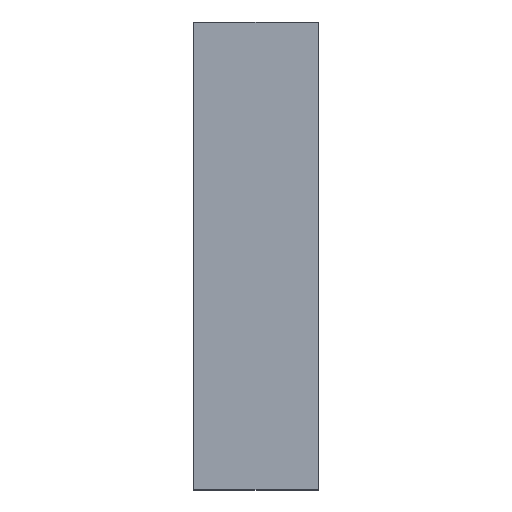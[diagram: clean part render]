
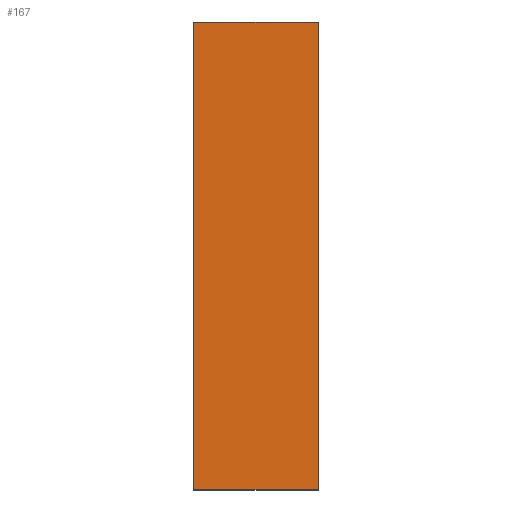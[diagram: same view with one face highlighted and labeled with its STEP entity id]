
A CAD part, top view. The second image highlights one B-rep face of the part: STEP entity #167.
In plain terms, the highlighted planar face has unit normal (0, 0, 1).
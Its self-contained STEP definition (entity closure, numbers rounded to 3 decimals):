
#154=AXIS2_PLACEMENT_3D('Plane Axis2P3D',#151,#152,#153) ;
#43=CARTESIAN_POINT('Vertex',(4.,15.,0.25)) ;
#57=CARTESIAN_POINT('Vertex',(0.,15.,0.25)) ;
#60=CARTESIAN_POINT('Line Origine',(2.,15.,0.25)) ;
#83=CARTESIAN_POINT('Vertex',(4.,0.,0.25)) ;
#91=CARTESIAN_POINT('Line Origine',(4.,7.5,0.25)) ;
#136=CARTESIAN_POINT('Vertex',(0.,0.,0.25)) ;
#139=CARTESIAN_POINT('Line Origine',(0.,7.5,0.25)) ;
#151=CARTESIAN_POINT('Axis2P3D Location',(2.,7.5,0.25)) ;
#156=CARTESIAN_POINT('Line Origine',(2.,0.,0.25)) ;
#61=DIRECTION('Vector Direction',(-1.,0.,0.)) ;
#92=DIRECTION('Vector Direction',(0.,-1.,0.)) ;
#140=DIRECTION('Vector Direction',(0.,1.,0.)) ;
#152=DIRECTION('Axis2P3D Direction',(0.,0.,1.)) ;
#153=DIRECTION('Axis2P3D XDirection',(0.,-1.,0.)) ;
#157=DIRECTION('Vector Direction',(1.,0.,0.)) ;
#62=VECTOR('Line Direction',#61,1.) ;
#93=VECTOR('Line Direction',#92,1.) ;
#141=VECTOR('Line Direction',#140,1.) ;
#158=VECTOR('Line Direction',#157,1.) ;
#162=ORIENTED_EDGE('',*,*,#64,.T.) ;
#163=ORIENTED_EDGE('',*,*,#143,.T.) ;
#164=ORIENTED_EDGE('',*,*,#160,.T.) ;
#165=ORIENTED_EDGE('',*,*,#95,.T.) ;
#167=ADVANCED_FACE('S3D gedreht',(#166),#155,.T.) ;
#64=EDGE_CURVE('',#44,#58,#63,.T.) ;
#95=EDGE_CURVE('',#84,#44,#94,.F.) ;
#143=EDGE_CURVE('',#58,#137,#142,.F.) ;
#160=EDGE_CURVE('',#137,#84,#159,.T.) ;
#161=EDGE_LOOP('',(#162,#163,#164,#165)) ;
#166=FACE_OUTER_BOUND('',#161,.T.) ;
#63=LINE('Line',#60,#62) ;
#94=LINE('Line',#91,#93) ;
#142=LINE('Line',#139,#141) ;
#159=LINE('Line',#156,#158) ;
#155=PLANE('',#154) ;
#44=VERTEX_POINT('',#43) ;
#58=VERTEX_POINT('',#57) ;
#84=VERTEX_POINT('',#83) ;
#137=VERTEX_POINT('',#136) ;
